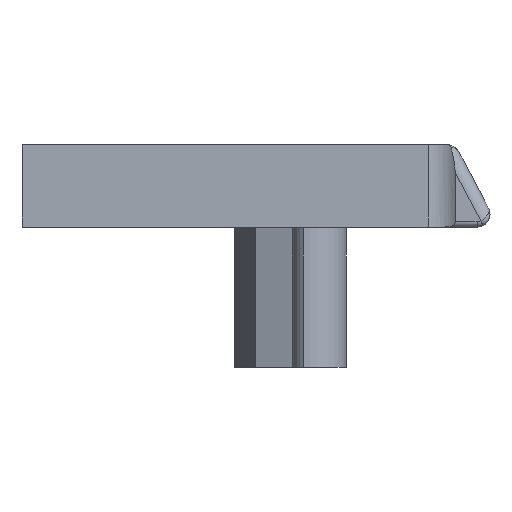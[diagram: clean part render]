
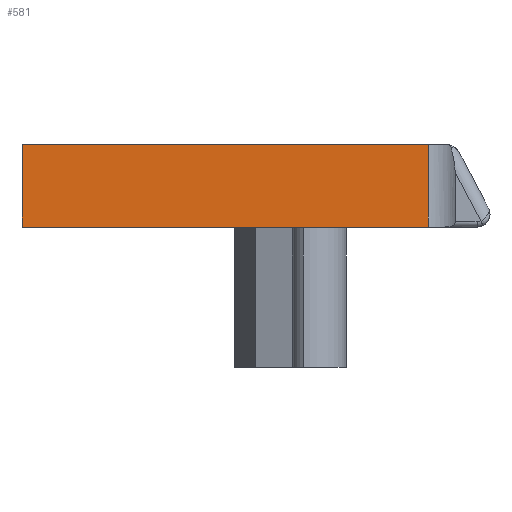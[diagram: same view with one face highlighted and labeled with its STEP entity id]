
A CAD part, front view. The second image highlights one B-rep face of the part: STEP entity #581.
In plain terms, the highlighted planar face has unit normal (0, -1, 0).
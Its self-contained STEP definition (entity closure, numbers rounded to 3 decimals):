
#77 = EDGE_CURVE ( 'NONE', #2472, #868, #1774, .T. ) ;
#129 = DIRECTION ( 'NONE',  ( -1., 0., 0. ) ) ;
#138 = CARTESIAN_POINT ( 'NONE',  ( 13.679, -12.738, -1.587 ) ) ;
#363 = EDGE_LOOP ( 'NONE', ( #2551, #437, #1805, #1659 ) ) ;
#394 = DIRECTION ( 'NONE',  ( 1., 0., 0. ) ) ;
#417 = DIRECTION ( 'NONE',  ( 0., 0., 1. ) ) ;
#437 = ORIENTED_EDGE ( 'NONE', *, *, #1313, .T. ) ;
#503 = VECTOR ( 'NONE', #417, 1000. ) ;
#543 = DIRECTION ( 'NONE',  ( 0., 1., 0. ) ) ;
#581 = ADVANCED_FACE ( 'NONE', ( #590 ), #1438, .F. ) ;
#590 = FACE_OUTER_BOUND ( 'NONE', #363, .T. ) ;
#829 = CARTESIAN_POINT ( 'NONE',  ( 0., -12.738, -1.587 ) ) ;
#868 = VERTEX_POINT ( 'NONE', #1035 ) ;
#890 = VERTEX_POINT ( 'NONE', #138 ) ;
#951 = LINE ( 'NONE', #1393, #1789 ) ;
#1027 = EDGE_CURVE ( 'NONE', #1282, #890, #1275, .T. ) ;
#1035 = CARTESIAN_POINT ( 'NONE',  ( 13.679, -12.738, 1.587 ) ) ;
#1275 = LINE ( 'NONE', #829, #2279 ) ;
#1282 = VERTEX_POINT ( 'NONE', #2493 ) ;
#1313 = EDGE_CURVE ( 'NONE', #890, #868, #951, .T. ) ;
#1368 = VECTOR ( 'NONE', #394, 1000. ) ;
#1393 = CARTESIAN_POINT ( 'NONE',  ( 13.679, -12.738, -19.12 ) ) ;
#1438 = PLANE ( 'NONE',  #2722 ) ;
#1605 = CARTESIAN_POINT ( 'NONE',  ( 0., -12.738, 1.587 ) ) ;
#1659 = ORIENTED_EDGE ( 'NONE', *, *, #2354, .F. ) ;
#1680 = DIRECTION ( 'NONE',  ( 1., 0., 0. ) ) ;
#1774 = LINE ( 'NONE', #1605, #1368 ) ;
#1789 = VECTOR ( 'NONE', #1802, 1000. ) ;
#1802 = DIRECTION ( 'NONE',  ( 0., 0., 1. ) ) ;
#1805 = ORIENTED_EDGE ( 'NONE', *, *, #77, .F. ) ;
#1977 = CARTESIAN_POINT ( 'NONE',  ( -2., -12.738, 1.587 ) ) ;
#2030 = CARTESIAN_POINT ( 'NONE',  ( 0., -12.738, 1.587 ) ) ;
#2279 = VECTOR ( 'NONE', #1680, 1000. ) ;
#2284 = CARTESIAN_POINT ( 'NONE',  ( -2., -12.738, -1.587 ) ) ;
#2354 = EDGE_CURVE ( 'NONE', #1282, #2472, #2703, .T. ) ;
#2472 = VERTEX_POINT ( 'NONE', #1977 ) ;
#2493 = CARTESIAN_POINT ( 'NONE',  ( -2., -12.738, -1.587 ) ) ;
#2551 = ORIENTED_EDGE ( 'NONE', *, *, #1027, .T. ) ;
#2703 = LINE ( 'NONE', #2284, #503 ) ;
#2722 = AXIS2_PLACEMENT_3D ( 'NONE', #2030, #543, #129 ) ;
